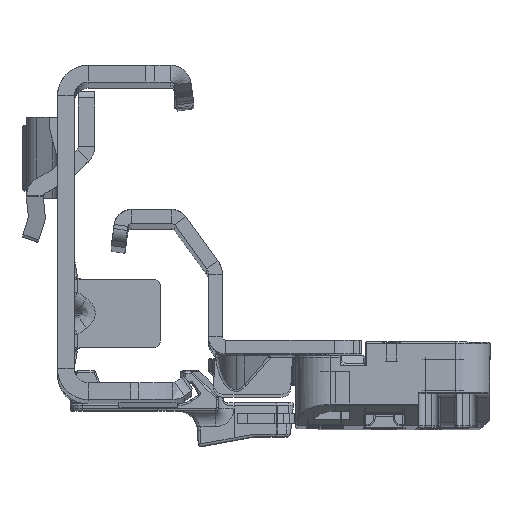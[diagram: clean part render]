
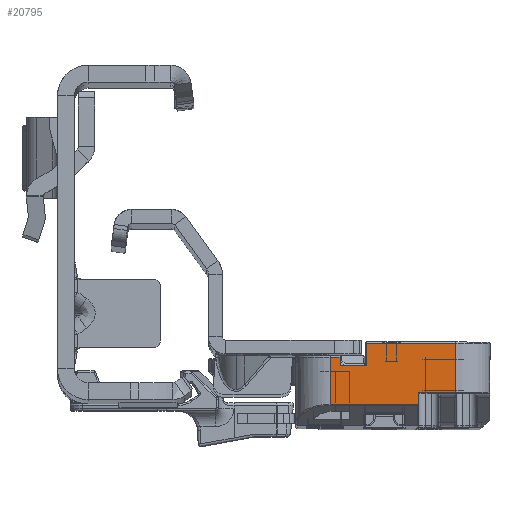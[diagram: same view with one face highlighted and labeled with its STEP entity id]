
A CAD part, top view. The second image highlights one B-rep face of the part: STEP entity #20795.
In plain terms, the highlighted face is planar.
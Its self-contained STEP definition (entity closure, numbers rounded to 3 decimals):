
#352 = PLANE ( 'NONE',  #100140 ) ;
#2240 = CARTESIAN_POINT ( 'NONE',  ( 19.8, 2.6, -284.5 ) ) ;
#3761 = DIRECTION ( 'NONE',  ( 1., 0., 0. ) ) ;
#4709 = VERTEX_POINT ( 'NONE', #70829 ) ;
#5345 = CARTESIAN_POINT ( 'NONE',  ( -8.3, -5.2, -284.5 ) ) ;
#5532 = EDGE_CURVE ( 'NONE', #4709, #112486, #43377, .T. ) ;
#7502 = VERTEX_POINT ( 'NONE', #43663 ) ;
#8417 = CARTESIAN_POINT ( 'NONE',  ( 3.15, -1.15, -284.5 ) ) ;
#12543 = DIRECTION ( 'NONE',  ( 0., 1., 0. ) ) ;
#14397 = DIRECTION ( 'NONE',  ( 1., 0., 0. ) ) ;
#14409 = ORIENTED_EDGE ( 'NONE', *, *, #117717, .T. ) ;
#15158 = DIRECTION ( 'NONE',  ( 0., -1., 0. ) ) ;
#15777 = VERTEX_POINT ( 'NONE', #111621 ) ;
#16880 = EDGE_CURVE ( 'NONE', #4709, #15777, #19807, .T. ) ;
#19807 = LINE ( 'NONE', #20437, #51992 ) ;
#19904 = EDGE_CURVE ( 'NONE', #44544, #41312, #35590, .T. ) ;
#20437 = CARTESIAN_POINT ( 'NONE',  ( -13.7, 2., -284.5 ) ) ;
#20795 = ADVANCED_FACE ( 'NONE', ( #60875 ), #352, .F. ) ;
#21476 = CARTESIAN_POINT ( 'NONE',  ( -8.3, -6.71, -284.5 ) ) ;
#23157 = VECTOR ( 'NONE', #90503, 1000. ) ;
#23228 = ORIENTED_EDGE ( 'NONE', *, *, #118802, .F. ) ;
#27427 = VECTOR ( 'NONE', #12543, 1000. ) ;
#27749 = VECTOR ( 'NONE', #107036, 1000. ) ;
#27851 = CARTESIAN_POINT ( 'NONE',  ( -0.75, -0.9, -284.5 ) ) ;
#30348 = EDGE_CURVE ( 'NONE', #7502, #35065, #95369, .T. ) ;
#32469 = CARTESIAN_POINT ( 'NONE',  ( -8.3, -5., -284.5 ) ) ;
#33259 = CARTESIAN_POINT ( 'NONE',  ( 3.15, 0.1, -284.5 ) ) ;
#33478 = EDGE_CURVE ( 'NONE', #56641, #7502, #47042, .T. ) ;
#35065 = VERTEX_POINT ( 'NONE', #111290 ) ;
#35590 = LINE ( 'NONE', #27851, #77343 ) ;
#36420 = DIRECTION ( 'NONE',  ( 0., 1., 0. ) ) ;
#36604 = VECTOR ( 'NONE', #57403, 1000. ) ;
#36639 = CARTESIAN_POINT ( 'NONE',  ( -8.5, -5., -284.5 ) ) ;
#38065 = CARTESIAN_POINT ( 'NONE',  ( 19.8, -1.15, -284.5 ) ) ;
#38323 = LINE ( 'NONE', #104122, #117553 ) ;
#40834 = DIRECTION ( 'NONE',  ( 1., 0., 0. ) ) ;
#41312 = VERTEX_POINT ( 'NONE', #109614 ) ;
#41424 = ORIENTED_EDGE ( 'NONE', *, *, #19904, .T. ) ;
#43166 = ORIENTED_EDGE ( 'NONE', *, *, #30348, .T. ) ;
#43377 = LINE ( 'NONE', #32469, #23157 ) ;
#43663 = CARTESIAN_POINT ( 'NONE',  ( -8.273, -6.785, -284.5 ) ) ;
#44544 = VERTEX_POINT ( 'NONE', #55448 ) ;
#45993 = EDGE_LOOP ( 'NONE', ( #95085, #100012, #120836, #23228, #111775, #43166, #95810, #88909, #102381, #57765, #14409, #41424 ) ) ;
#46462 = LINE ( 'NONE', #38065, #27749 ) ;
#47042 = LINE ( 'NONE', #49603, #36604 ) ;
#47302 = VERTEX_POINT ( 'NONE', #80074 ) ;
#48532 = VERTEX_POINT ( 'NONE', #5345 ) ;
#49603 = CARTESIAN_POINT ( 'NONE',  ( -8.3, -6.785, -284.5 ) ) ;
#51992 = VECTOR ( 'NONE', #117681, 1000. ) ;
#55448 = CARTESIAN_POINT ( 'NONE',  ( -0.75, 2.1, -284.5 ) ) ;
#56641 = VERTEX_POINT ( 'NONE', #83475 ) ;
#57403 = DIRECTION ( 'NONE',  ( -1., 0., 0. ) ) ;
#57765 = ORIENTED_EDGE ( 'NONE', *, *, #16880, .T. ) ;
#59510 = CARTESIAN_POINT ( 'NONE',  ( -8.291, -6.749, -284.5 ) ) ;
#60576 = EDGE_CURVE ( 'NONE', #48532, #35065, #82168, .T. ) ;
#60875 = FACE_OUTER_BOUND ( 'NONE', #45993, .T. ) ;
#61609 = CARTESIAN_POINT ( 'NONE',  ( -8.3, 0., -284.5 ) ) ;
#62374 = LINE ( 'NONE', #81689, #125388 ) ;
#66313 = VERTEX_POINT ( 'NONE', #33259 ) ;
#70829 = CARTESIAN_POINT ( 'NONE',  ( -13.7, -5., -284.5 ) ) ;
#72433 = VECTOR ( 'NONE', #14397, 1000. ) ;
#72448 = CARTESIAN_POINT ( 'NONE',  ( 3.15, 0.1, -284.5 ) ) ;
#76248 = AXIS2_PLACEMENT_3D ( 'NONE', #126996, #123985, #79328 ) ;
#77343 = VECTOR ( 'NONE', #96791, 1000. ) ;
#78258 = VERTEX_POINT ( 'NONE', #8417 ) ;
#79328 = DIRECTION ( 'NONE',  ( 1., 0., 0. ) ) ;
#80074 = CARTESIAN_POINT ( 'NONE',  ( 4.6, 0.1, -284.5 ) ) ;
#80687 = CARTESIAN_POINT ( 'NONE',  ( -8.3, -6.669, -284.5 ) ) ;
#81689 = CARTESIAN_POINT ( 'NONE',  ( 4.6, 0.1, -284.5 ) ) ;
#82168 = LINE ( 'NONE', #61609, #124508 ) ;
#83475 = CARTESIAN_POINT ( 'NONE',  ( 4.6, -6.785, -284.5 ) ) ;
#88484 = CARTESIAN_POINT ( 'NONE',  ( -8.273, -6.785, -284.5 ) ) ;
#88909 = ORIENTED_EDGE ( 'NONE', *, *, #103597, .T. ) ;
#90503 = DIRECTION ( 'NONE',  ( 1., 0., 0. ) ) ;
#95085 = ORIENTED_EDGE ( 'NONE', *, *, #95370, .T. ) ;
#95369 =( BOUNDED_CURVE ( )  B_SPLINE_CURVE ( 3, ( #88484, #59510, #21476, #80687 ),
 .UNSPECIFIED., .F., .T. ) 
 B_SPLINE_CURVE_WITH_KNOTS ( ( 4, 4 ),
 ( 1.047, 1.571 ),
 .UNSPECIFIED. ) 
 CURVE ( )  GEOMETRIC_REPRESENTATION_ITEM ( )  RATIONAL_B_SPLINE_CURVE ( ( 1., 0.977, 0.977, 1. ) ) 
 REPRESENTATION_ITEM ( '' )  );
#95370 = EDGE_CURVE ( 'NONE', #41312, #78258, #46462, .T. ) ;
#95810 = ORIENTED_EDGE ( 'NONE', *, *, #60576, .F. ) ;
#96791 = DIRECTION ( 'NONE',  ( 0., -1., 0. ) ) ;
#100012 = ORIENTED_EDGE ( 'NONE', *, *, #120265, .T. ) ;
#100140 = AXIS2_PLACEMENT_3D ( 'NONE', #2240, #118804, #40834 ) ;
#102381 = ORIENTED_EDGE ( 'NONE', *, *, #5532, .F. ) ;
#102688 = LINE ( 'NONE', #103310, #72433 ) ;
#103310 = CARTESIAN_POINT ( 'NONE',  ( -0.7, 2.1, -284.5 ) ) ;
#103597 = EDGE_CURVE ( 'NONE', #48532, #112486, #109209, .T. ) ;
#104122 = CARTESIAN_POINT ( 'NONE',  ( 4.6, -242.444, -284.5 ) ) ;
#107036 = DIRECTION ( 'NONE',  ( 1., 0., 0. ) ) ;
#109209 = CIRCLE ( 'NONE', #76248, 0.2 ) ;
#109614 = CARTESIAN_POINT ( 'NONE',  ( -0.75, -1.15, -284.5 ) ) ;
#111290 = CARTESIAN_POINT ( 'NONE',  ( -8.3, -6.669, -284.5 ) ) ;
#111621 = CARTESIAN_POINT ( 'NONE',  ( -13.7, 2.1, -284.5 ) ) ;
#111775 = ORIENTED_EDGE ( 'NONE', *, *, #33478, .T. ) ;
#112486 = VERTEX_POINT ( 'NONE', #36639 ) ;
#113644 = LINE ( 'NONE', #72448, #27427 ) ;
#117553 = VECTOR ( 'NONE', #36420, 1000. ) ;
#117681 = DIRECTION ( 'NONE',  ( 0., 1., 0. ) ) ;
#117717 = EDGE_CURVE ( 'NONE', #15777, #44544, #102688, .T. ) ;
#118802 = EDGE_CURVE ( 'NONE', #56641, #47302, #38323, .T. ) ;
#118804 = DIRECTION ( 'NONE',  ( 0., 0., 1. ) ) ;
#120265 = EDGE_CURVE ( 'NONE', #78258, #66313, #113644, .T. ) ;
#120836 = ORIENTED_EDGE ( 'NONE', *, *, #125672, .T. ) ;
#123985 = DIRECTION ( 'NONE',  ( 0., 0., 1. ) ) ;
#124508 = VECTOR ( 'NONE', #15158, 1000. ) ;
#125388 = VECTOR ( 'NONE', #3761, 1000. ) ;
#125672 = EDGE_CURVE ( 'NONE', #66313, #47302, #62374, .T. ) ;
#126996 = CARTESIAN_POINT ( 'NONE',  ( -8.5, -5.2, -284.5 ) ) ;
